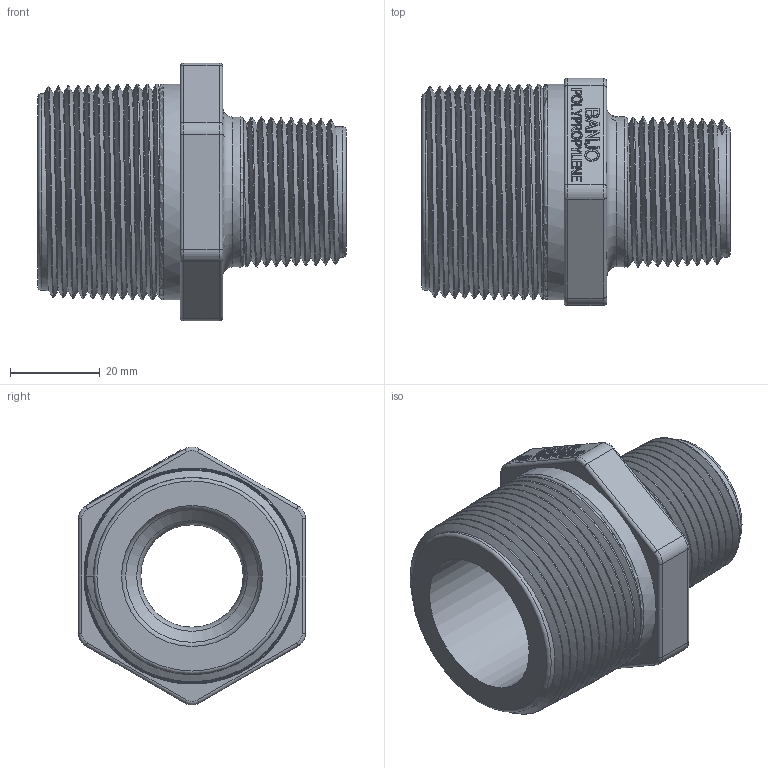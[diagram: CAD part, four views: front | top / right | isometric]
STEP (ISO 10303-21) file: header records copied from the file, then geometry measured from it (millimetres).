
FILE_DESCRIPTION(/* description */ ('1 1/2" X 1" REDUCING NIPPLE, UNBAGGED'),/* implementation_level */ '2;1');
FILE_NAME(/* name */ 'RN150-100.stp',/* time_stamp */ '2015-05-14T09:53:17-04:00',/* author */ ('mclevenger'),/* organization */ (''),/* preprocessor_version */ 'ST-DEVELOPER v15.6',/* originating_system */ 'Autodesk Inventor 2015',/* authorisation */ '');
FILE_SCHEMA (('AUTOMOTIVE_DESIGN { 1 0 10303 214 3 1 1 }'));
Length unit declared in the file: inch
Products named in the file (2): RN150-100U; RN150-100
Assembly tree (1 placements, depth 2):
  RN150-100
    RN150-100U
Bounding box: 68.83 x 50.8 x 57.64 mm (x, y, z)
Volume: 55307.4 mm3; surface area: 22557 mm2
Topology: 1 solids, 1 shells, 346 faces, 898 edges, 584 vertices
Faces by surface type: plane 177, bspline 95, cone 29, cylinder 26, torus 19
Full cylindrical faces by diameter (mm): 22.86 x1, 31.496 x1, 33.528 x1, 48.26 x1
Entity records: 15049 total; most frequent: CARTESIAN_POINT 7819, ORIENTED_EDGE 1634, DIRECTION 1150, EDGE_CURVE 817, VERTEX_POINT 539, LINE 536, VECTOR 536, EDGE_LOOP 370
